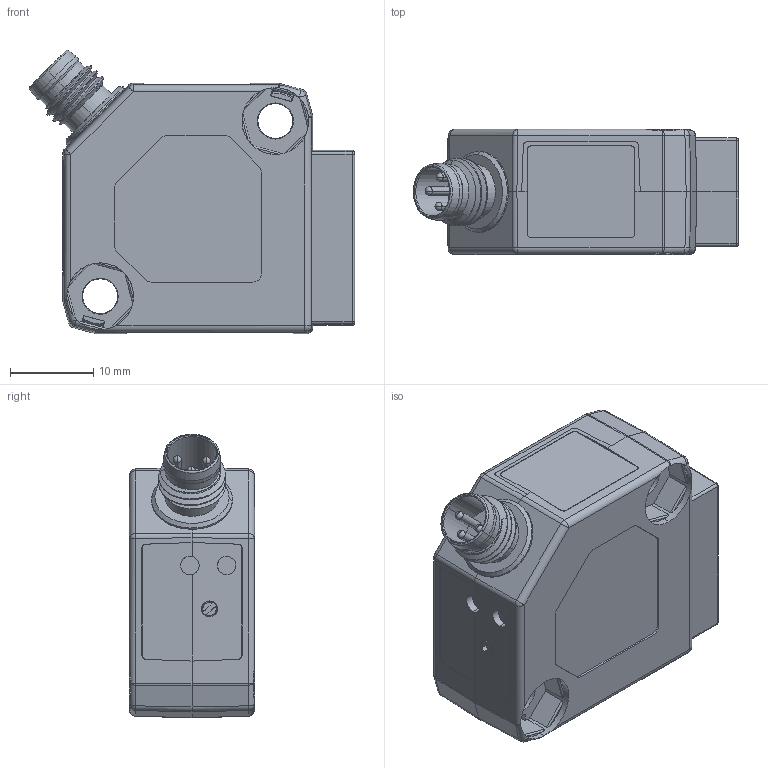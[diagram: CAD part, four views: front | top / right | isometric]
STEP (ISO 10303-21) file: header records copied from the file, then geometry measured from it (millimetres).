
FILE_DESCRIPTION((''),'2;1');
FILE_NAME('LHS-3130-PEFU','2011-09-06T',('RB'),(''),'PRO/ENGINEER BY PARAMETRIC TECHNOLOGY CORPORATION, 2010370','PRO/ENGINEER BY PARAMETRIC TECHNOLOGY CORPORATION, 2010370','');
FILE_SCHEMA(('CONFIG_CONTROL_DESIGN'));
Length unit declared in the file: millimetre
Products named in the file (1): LHS-3130-PEFU
Bounding box: 38.98 x 15 x 33.98 mm (x, y, z)
Surface area: 5437.1 mm2 (no closed solid volume)
Topology: 0 solids, 14 shells, 374 faces, 1207 edges, 841 vertices
Faces by surface type: plane 176, cylinder 137, sphere 28, cone 28, bspline 3, torus 2
Entity records: 15011 total; most frequent: CARTESIAN_POINT 4657, ORIENTED_EDGE 2081, DIRECTION 2066, EDGE_CURVE 1194, VERTEX_POINT 827, VECTOR 692, LINE 692, AXIS2_PLACEMENT_3D 687
